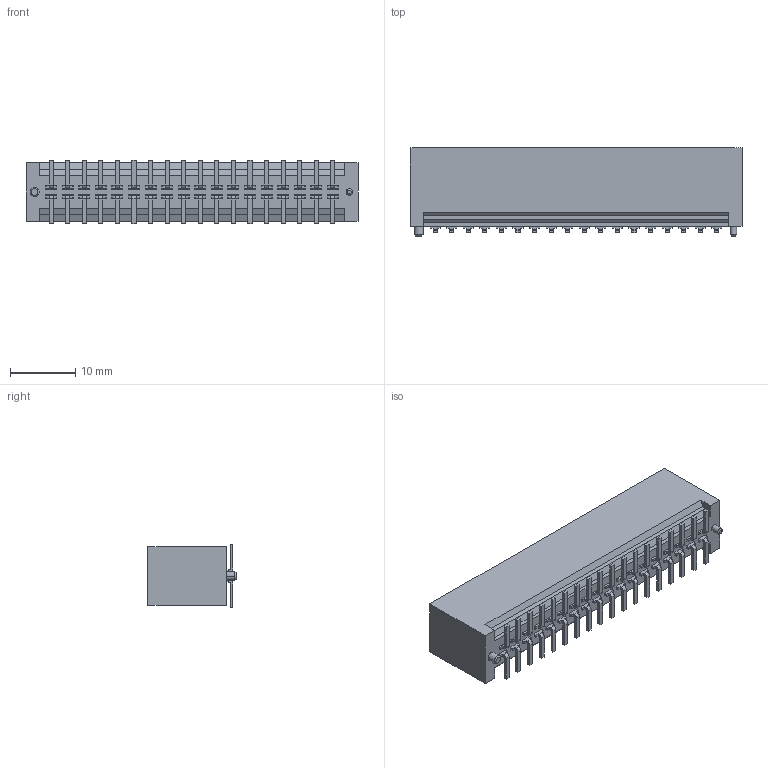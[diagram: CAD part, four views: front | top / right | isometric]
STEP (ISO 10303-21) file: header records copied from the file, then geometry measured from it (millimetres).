
FILE_DESCRIPTION((''),'2;1');
FILE_NAME('FBB25401-M36S1005K6K','2023-06-29T',('工程三'),(''),'PRO/ENGINEER BY PARAMETRIC TECHNOLOGY CORPORATION, 2010280','PRO/ENGINEER BY PARAMETRIC TECHNOLOGY CORPORATION, 2010280','');
FILE_SCHEMA(('CONFIG_CONTROL_DESIGN'));
Length unit declared in the file: millimetre
Products named in the file (1): FBB25401-M36S1005K6K
Bounding box: 50.9 x 13.5 x 9.8 mm (x, y, z)
Volume: 3213 mm3; surface area: 6557 mm2
Topology: 1 solids, 1 shells, 818 faces, 2452 edges, 1604 vertices
Faces by surface type: plane 738, cylinder 76, cone 4
Entity records: 27198 total; most frequent: ORIENTED_EDGE 4904, CARTESIAN_POINT 4874, DIRECTION 4244, EDGE_CURVE 2452, VECTOR 2296, LINE 2296, VERTEX_POINT 1604, AXIS2_PLACEMENT_3D 974
